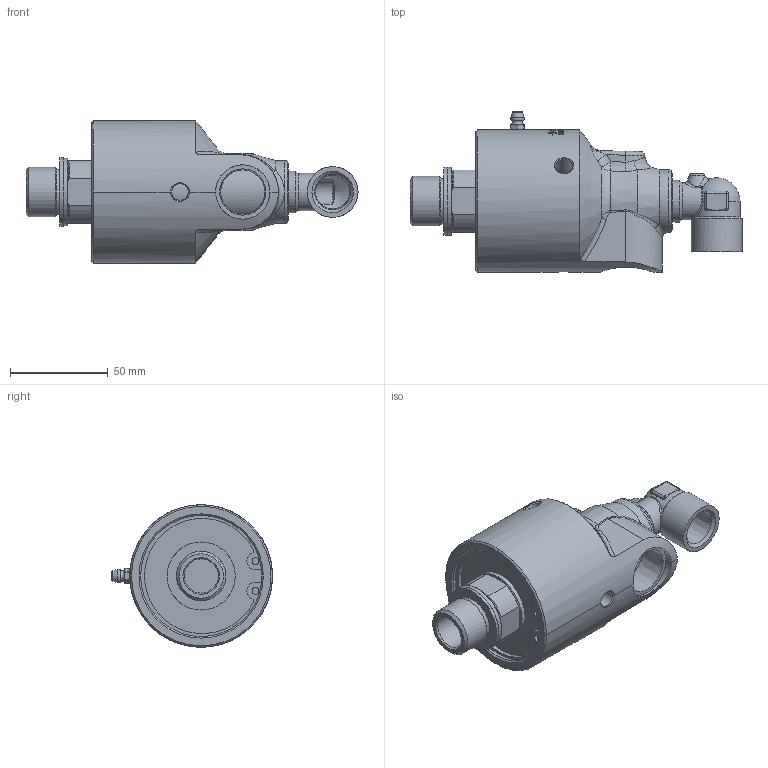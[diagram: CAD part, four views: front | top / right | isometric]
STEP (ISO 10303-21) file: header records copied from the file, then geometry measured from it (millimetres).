
FILE_DESCRIPTION(/* description */ (''),/* implementation_level */ '2;1');
FILE_NAME(/* name */ '255-000-003075-IC.stp',/* time_stamp */ '2020-05-19T11:24:17-05:00',/* author */ ('GALINDOLM'),/* organization */ (''),/* preprocessor_version */ 'ST-DEVELOPER v18',/* originating_system */ 'Autodesk Inventor 2020',/* authorisation */ '');
FILE_SCHEMA (('AUTOMOTIVE_DESIGN { 1 0 10303 214 3 1 1 }'));
Products named in the file (1): 255-000-003075-IC
Bounding box: 170.02 x 82.41 x 73 mm (x, y, z)
Volume: 315553.8 mm3; surface area: 45863.1 mm2
Topology: 2 solids, 2 shells, 581 faces, 1547 edges, 1010 vertices
Faces by surface type: bspline 263, plane 138, cylinder 99, cone 58, torus 12, sphere 11
Full cylindrical faces by diameter (mm): 2.005 x1, 3.5 x3, 5.359 x1, 8.6 x3, 12.7 x1, 17.475 x1, 17.5 x1, 19 x1, 22.631 x1, 25.356 x1, 25.4 x1, 26 x1, 27.8 x1, 34.8 x2, 34.9 x1, 62.05 x1
Entity records: 75304 total; most frequent: CARTESIAN_POINT 61982, ORIENTED_EDGE 3074, DIRECTION 2133, EDGE_CURVE 1537, VERTEX_POINT 1010, AXIS2_PLACEMENT_3D 826, EDGE_LOOP 633, FACE_OUTER_BOUND 581
